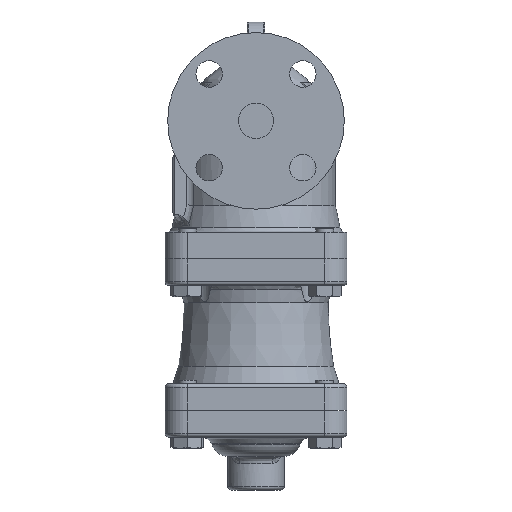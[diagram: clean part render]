
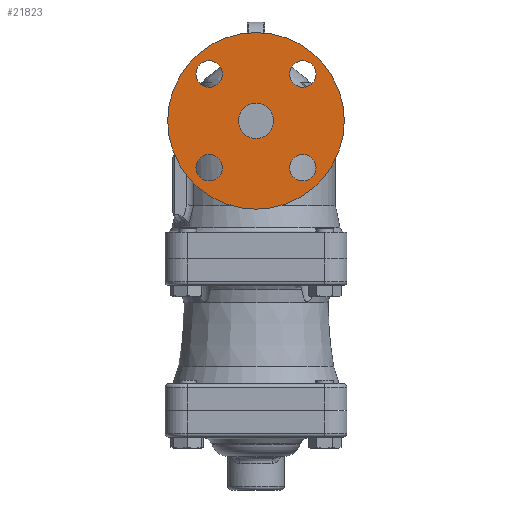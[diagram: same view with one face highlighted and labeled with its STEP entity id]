
A CAD part, left-side view. The second image highlights one B-rep face of the part: STEP entity #21823.
In plain terms, the highlighted free-form (B-spline) face has degree [1, 1] with [2, 2] control points.
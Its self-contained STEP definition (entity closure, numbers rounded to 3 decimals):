
#21668=CARTESIAN_POINT('',(-89.5,0.0,128.0));
#21669=VERTEX_POINT('',#21668);
#21670=CARTESIAN_POINT('',(-89.5,0.0,78.0));
#21671=DIRECTION('',(-1.0,0.0,0.0));
#21672=DIRECTION('',(0.0,0.0,1.0));
#21673=AXIS2_PLACEMENT_3D('',#21670,#21671,#21672);
#21674=CIRCLE('',#21673,50.0);
#21675=EDGE_CURVE('',#21669,#21669,#21674,.T.);
#21688=CARTESIAN_POINT('',(-89.5,0.0,68.0));
#21689=VERTEX_POINT('',#21688);
#21690=CARTESIAN_POINT('',(-89.5,0.0,78.0));
#21691=DIRECTION('',(1.0,0.0,0.0));
#21692=DIRECTION('',(0.0,0.0,-1.0));
#21693=AXIS2_PLACEMENT_3D('',#21690,#21691,#21692);
#21694=CIRCLE('',#21693,10.0);
#21695=EDGE_CURVE('',#21689,#21689,#21694,.T.);
#21728=CARTESIAN_POINT('',(-89.5,-19.017,104.517));
#21729=VERTEX_POINT('',#21728);
#21730=CARTESIAN_POINT('',(-89.5,-26.517,104.517));
#21731=DIRECTION('',(1.0,0.0,0.0));
#21732=DIRECTION('',(0.0,1.0,0.0));
#21733=AXIS2_PLACEMENT_3D('',#21730,#21731,#21732);
#21734=CIRCLE('',#21733,7.5);
#21735=EDGE_CURVE('',#21729,#21729,#21734,.T.);
#21748=CARTESIAN_POINT('',(-89.5,-26.517,58.983));
#21749=VERTEX_POINT('',#21748);
#21750=CARTESIAN_POINT('',(-89.5,-26.517,51.483));
#21751=DIRECTION('',(1.0,0.0,0.0));
#21752=DIRECTION('',(0.0,0.0,1.0));
#21753=AXIS2_PLACEMENT_3D('',#21750,#21751,#21752);
#21754=CIRCLE('',#21753,7.5);
#21755=EDGE_CURVE('',#21749,#21749,#21754,.T.);
#21768=CARTESIAN_POINT('',(-89.5,19.017,51.483));
#21769=VERTEX_POINT('',#21768);
#21770=CARTESIAN_POINT('',(-89.5,26.517,51.483));
#21771=DIRECTION('',(1.0,0.0,0.0));
#21772=DIRECTION('',(0.0,-1.0,0.0));
#21773=AXIS2_PLACEMENT_3D('',#21770,#21771,#21772);
#21774=CIRCLE('',#21773,7.5);
#21775=EDGE_CURVE('',#21769,#21769,#21774,.T.);
#21788=CARTESIAN_POINT('',(-89.5,26.517,97.017));
#21789=VERTEX_POINT('',#21788);
#21790=CARTESIAN_POINT('',(-89.5,26.517,104.517));
#21791=DIRECTION('',(1.0,0.0,0.0));
#21792=DIRECTION('',(0.0,0.0,-1.0));
#21793=AXIS2_PLACEMENT_3D('',#21790,#21791,#21792);
#21794=CIRCLE('',#21793,7.5);
#21795=EDGE_CURVE('',#21789,#21789,#21794,.T.);
#21800=CARTESIAN_POINT('',(-89.5,50.0,128.0));
#21801=CARTESIAN_POINT('',(-89.5,50.0,28.0));
#21802=CARTESIAN_POINT('',(-89.5,-50.0,128.0));
#21803=CARTESIAN_POINT('',(-89.5,-50.0,28.0));
#21804=B_SPLINE_SURFACE_WITH_KNOTS('',1,1,((#21800,#21802),(#21801,#21803)),.UNSPECIFIED.,.F.,.F.,.U.,(2,2),(2,2),(0.0,100.0),(0.0,100.0),.UNSPECIFIED.);
#21805=ORIENTED_EDGE('',*,*,#21675,.T.);
#21806=EDGE_LOOP('',(#21805));
#21807=FACE_OUTER_BOUND('',#21806,.T.);
#21808=ORIENTED_EDGE('',*,*,#21695,.T.);
#21809=EDGE_LOOP('',(#21808));
#21810=FACE_BOUND('',#21809,.T.);
#21811=ORIENTED_EDGE('',*,*,#21735,.T.);
#21812=EDGE_LOOP('',(#21811));
#21813=FACE_BOUND('',#21812,.T.);
#21814=ORIENTED_EDGE('',*,*,#21755,.T.);
#21815=EDGE_LOOP('',(#21814));
#21816=FACE_BOUND('',#21815,.T.);
#21817=ORIENTED_EDGE('',*,*,#21775,.T.);
#21818=EDGE_LOOP('',(#21817));
#21819=FACE_BOUND('',#21818,.T.);
#21820=ORIENTED_EDGE('',*,*,#21795,.T.);
#21821=EDGE_LOOP('',(#21820));
#21822=FACE_BOUND('',#21821,.T.);
#21823=ADVANCED_FACE('',(#21807,#21810,#21813,#21816,#21819,#21822),#21804,.T.);
